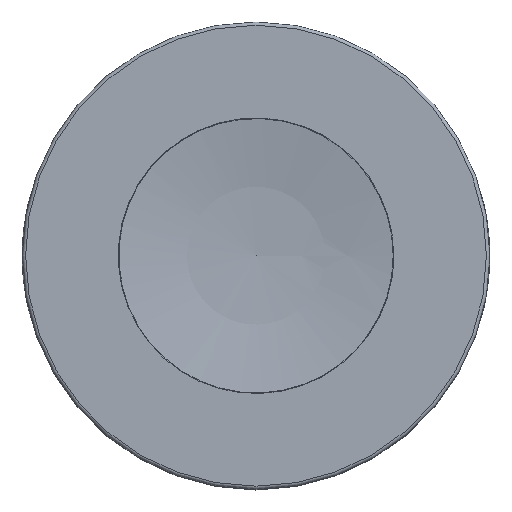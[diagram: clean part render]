
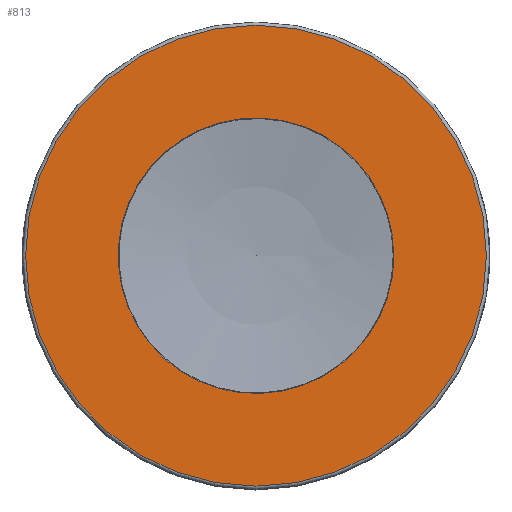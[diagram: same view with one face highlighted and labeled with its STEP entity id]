
A CAD part, top view. The second image highlights one B-rep face of the part: STEP entity #813.
In plain terms, the highlighted planar face has unit normal (0, 0, 1).
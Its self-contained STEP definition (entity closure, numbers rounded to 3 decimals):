
#747 = VERTEX_POINT('',#748);
#748 = CARTESIAN_POINT('',(41.9,0.,58.));
#757 = EDGE_CURVE('',#747,#747,#758,.T.);
#758 = CIRCLE('',#759,41.9);
#759 = AXIS2_PLACEMENT_3D('',#760,#761,#762);
#760 = CARTESIAN_POINT('',(0.,0.,58.));
#761 = DIRECTION('',(0.,0.,1.));
#762 = DIRECTION('',(1.,0.,0.));
#813 = ADVANCED_FACE('',(#814,#817),#846,.T.);
#814 = FACE_BOUND('',#815,.T.);
#815 = EDGE_LOOP('',(#816));
#816 = ORIENTED_EDGE('',*,*,#757,.T.);
#817 = FACE_BOUND('',#818,.T.);
#818 = EDGE_LOOP('',(#819));
#819 = ORIENTED_EDGE('',*,*,#820,.F.);
#820 = EDGE_CURVE('',#821,#821,#823,.T.);
#821 = VERTEX_POINT('',#822);
#822 = CARTESIAN_POINT('',(25.053,0.,58.));
#823 = ( BOUNDED_CURVE() B_SPLINE_CURVE(11,(#824,#825,#826,#827,#828,
    #829,#830,#831,#832,#833,#834,#835,#836,#837,#838,#839,#840,#841,
    #842,#843,#844,#845),.UNSPECIFIED.,.T.,.F.) 
B_SPLINE_CURVE_WITH_KNOTS((12,10,12),(0.,78.54
,157.08),.UNSPECIFIED.) CURVE() GEOMETRIC_REPRESENTATION_ITEM()
 RATIONAL_B_SPLINE_CURVE((1.,1.,1.,1.,
    1.,1.,1.,1.,
    1.,1.,1.,1.,1.,1.,1.,1.,1.,1.,1.,1.,1.,1.)) 
REPRESENTATION_ITEM('') );
#824 = CARTESIAN_POINT('',(25.053,0.,58.));
#825 = CARTESIAN_POINT('',(25.053,7.052,58.));
#826 = CARTESIAN_POINT('',(22.869,14.199,58.));
#827 = CARTESIAN_POINT('',(18.404,20.639,58.));
#828 = CARTESIAN_POINT('',(11.926,25.506,58.));
#829 = CARTESIAN_POINT('',(4.114,28.079,58.));
#830 = CARTESIAN_POINT('',(-4.112,28.068,58.));
#831 = CARTESIAN_POINT('',(-11.875,25.482,58.));
#832 = CARTESIAN_POINT('',(-18.309,20.68,58.));
#833 = CARTESIAN_POINT('',(-22.805,14.31,58.));
#834 = CARTESIAN_POINT('',(-25.053,7.155,58.));
#835 = CARTESIAN_POINT('',(-25.053,-7.155,58.));
#836 = CARTESIAN_POINT('',(-22.805,-14.31,58.));
#837 = CARTESIAN_POINT('',(-18.309,-20.68,58.));
#838 = CARTESIAN_POINT('',(-11.875,-25.482,58.));
#839 = CARTESIAN_POINT('',(-4.112,-28.068,58.));
#840 = CARTESIAN_POINT('',(4.114,-28.079,58.));
#841 = CARTESIAN_POINT('',(11.926,-25.506,58.));
#842 = CARTESIAN_POINT('',(18.404,-20.639,58.));
#843 = CARTESIAN_POINT('',(22.869,-14.199,58.));
#844 = CARTESIAN_POINT('',(25.053,-7.052,58.));
#845 = CARTESIAN_POINT('',(25.053,0.,58.));
#846 = PLANE('',#847);
#847 = AXIS2_PLACEMENT_3D('',#848,#849,#850);
#848 = CARTESIAN_POINT('',(0.,0.,58.));
#849 = DIRECTION('',(0.,0.,1.));
#850 = DIRECTION('',(1.,0.,0.));
